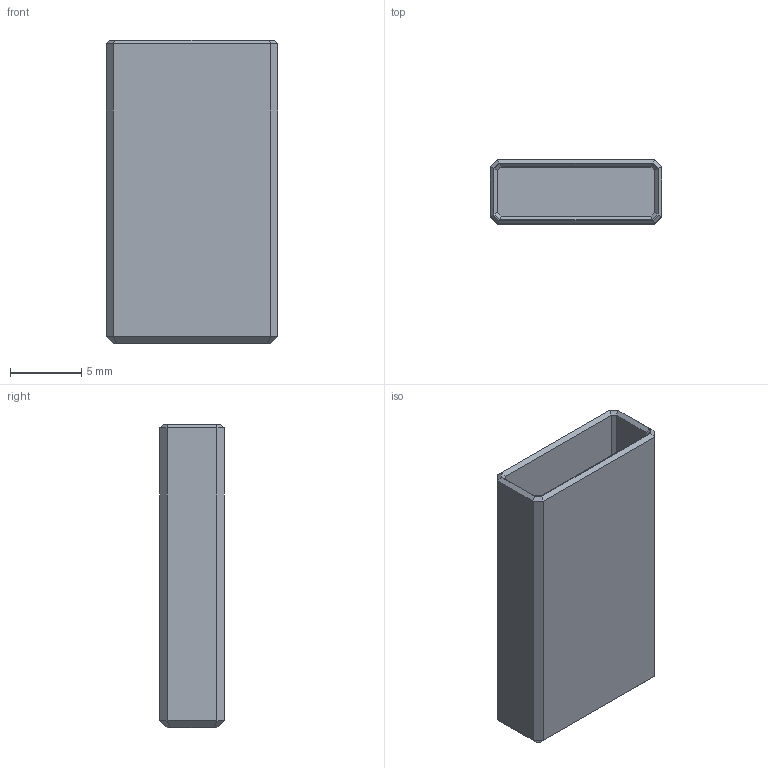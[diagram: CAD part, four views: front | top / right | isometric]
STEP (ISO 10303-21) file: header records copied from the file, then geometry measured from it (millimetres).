
FILE_DESCRIPTION (( 'STEP AP214' ), '1' );
FILE_NAME ('body_no_logo.STEP', '2024-12-04T18:40:02', ( '' ), ( '' ), 'SwSTEP 2.0', 'SolidWorks 2023', '' );
FILE_SCHEMA (( 'AUTOMOTIVE_DESIGN' ));
Length unit declared in the file: millimetre
Products named in the file (1): body_no_logo
Bounding box: 12 x 4.5 x 21.25 mm (x, y, z)
Volume: 365.2 mm3; surface area: 1338.2 mm2
Topology: 1 solids, 1 shells, 45 faces, 99 edges, 56 vertices
Faces by surface type: plane 45
Entity records: 1196 total; most frequent: CARTESIAN_POINT 201, ORIENTED_EDGE 198, DIRECTION 191, VECTOR 99, EDGE_CURVE 99, LINE 99, VERTEX_POINT 56, AXIS2_PLACEMENT_3D 46
